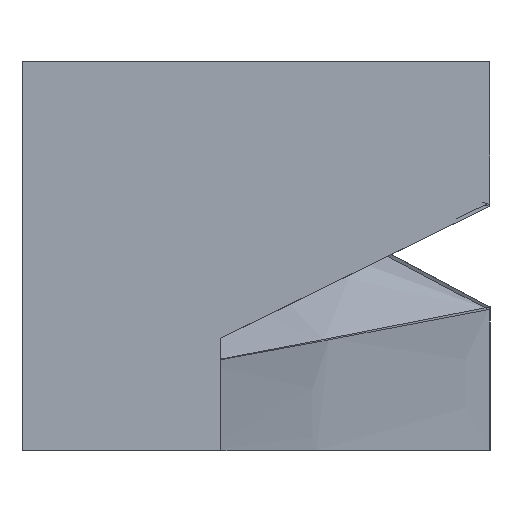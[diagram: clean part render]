
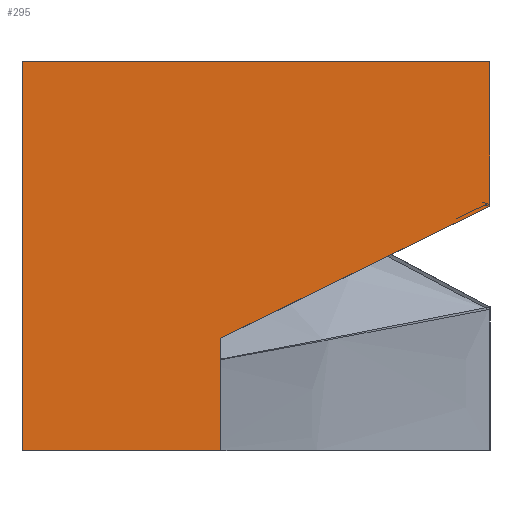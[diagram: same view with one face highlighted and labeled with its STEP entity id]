
A CAD part, front view. The second image highlights one B-rep face of the part: STEP entity #295.
In plain terms, the highlighted planar face has unit normal (0, -1, 0).
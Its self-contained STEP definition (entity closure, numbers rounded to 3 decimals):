
#24=FACE_BOUND('',#46,.T.);
#27=FACE_OUTER_BOUND('',#45,.T.);
#45=EDGE_LOOP('',(#210,#211,#212,#213,#214,#215));
#46=EDGE_LOOP('',(#216,#217,#218));
#64=B_SPLINE_CURVE_WITH_KNOTS('',3,(#491,#492,#493,#494,#495,#496,#497,
#498,#499,#500,#501,#502,#503,#504,#505,#506,#507,#508,#509,#510),
 .UNSPECIFIED.,.F.,.F.,(4,2,2,2,2,2,2,2,2,4),(0.,2.422,4.055,
4.963,5.302,5.888,6.368,6.926,
7.066,7.612),.UNSPECIFIED.);
#65=B_SPLINE_CURVE_WITH_KNOTS('',3,(#513,#514,#515,#516),.UNSPECIFIED.,
 .F.,.F.,(4,4),(0.001,0.073),.UNSPECIFIED.);
#66=B_SPLINE_CURVE_WITH_KNOTS('',3,(#518,#519,#520,#521),.UNSPECIFIED.,
 .F.,.F.,(4,4),(0.,0.056),.UNSPECIFIED.);
#67=B_SPLINE_CURVE_WITH_KNOTS('',3,(#522,#523,#524,#525),.UNSPECIFIED.,
 .F.,.F.,(4,4),(0.,0.1),.UNSPECIFIED.);
#88=LINE('',#480,#112);
#90=LINE('',#485,#114);
#91=LINE('',#487,#115);
#92=LINE('',#488,#116);
#93=LINE('',#490,#117);
#112=VECTOR('',#347,10.);
#114=VECTOR('',#351,10.);
#115=VECTOR('',#352,10.);
#116=VECTOR('',#353,10.);
#117=VECTOR('',#354,10.);
#137=VERTEX_POINT('',#477);
#138=VERTEX_POINT('',#479);
#139=VERTEX_POINT('',#483);
#140=VERTEX_POINT('',#484);
#141=VERTEX_POINT('',#486);
#142=VERTEX_POINT('',#489);
#143=VERTEX_POINT('',#511);
#144=VERTEX_POINT('',#512);
#145=VERTEX_POINT('',#517);
#164=EDGE_CURVE('',#138,#137,#88,.T.);
#166=EDGE_CURVE('',#139,#140,#90,.T.);
#167=EDGE_CURVE('',#140,#141,#91,.T.);
#168=EDGE_CURVE('',#141,#138,#92,.T.);
#169=EDGE_CURVE('',#137,#142,#93,.T.);
#170=EDGE_CURVE('',#142,#139,#64,.T.);
#171=EDGE_CURVE('',#143,#144,#65,.T.);
#172=EDGE_CURVE('',#144,#145,#66,.T.);
#173=EDGE_CURVE('',#145,#143,#67,.T.);
#210=ORIENTED_EDGE('',*,*,#166,.T.);
#211=ORIENTED_EDGE('',*,*,#167,.T.);
#212=ORIENTED_EDGE('',*,*,#168,.T.);
#213=ORIENTED_EDGE('',*,*,#164,.T.);
#214=ORIENTED_EDGE('',*,*,#169,.T.);
#215=ORIENTED_EDGE('',*,*,#170,.T.);
#216=ORIENTED_EDGE('',*,*,#171,.T.);
#217=ORIENTED_EDGE('',*,*,#172,.T.);
#218=ORIENTED_EDGE('',*,*,#173,.T.);
#286=PLANE('',#327);
#295=ADVANCED_FACE('',(#27,#24),#286,.F.);
#327=AXIS2_PLACEMENT_3D('',#482,#349,#350);
#347=DIRECTION('',(1.,0.,0.));
#349=DIRECTION('center_axis',(0.,1.,0.));
#350=DIRECTION('ref_axis',(0.,0.,1.));
#351=DIRECTION('',(0.,0.,1.));
#352=DIRECTION('',(-1.,0.,0.));
#353=DIRECTION('',(0.,0.,-1.));
#354=DIRECTION('',(0.,0.,1.));
#477=CARTESIAN_POINT('',(-278.513,-356.845,-147.333));
#479=CARTESIAN_POINT('',(-411.265,-356.845,-147.333));
#480=CARTESIAN_POINT('',(-251.265,-356.845,-147.333));
#482=CARTESIAN_POINT('Origin',(-251.265,-356.845,-17.333));
#483=CARTESIAN_POINT('',(-98.759,-356.845,15.835));
#484=CARTESIAN_POINT('',(-98.759,-356.845,112.667));
#485=CARTESIAN_POINT('',(-98.759,-356.845,126.719));
#486=CARTESIAN_POINT('',(-411.265,-356.845,112.667));
#487=CARTESIAN_POINT('',(-251.265,-356.845,112.667));
#488=CARTESIAN_POINT('',(-411.265,-356.845,-17.333));
#489=CARTESIAN_POINT('',(-278.513,-356.845,-72.241));
#490=CARTESIAN_POINT('',(-278.513,-356.845,-44.787));
#491=CARTESIAN_POINT('Ctrl Pts',(-278.513,-356.845,-72.241));
#492=CARTESIAN_POINT('Ctrl Pts',(-271.279,-356.845,-68.654));
#493=CARTESIAN_POINT('Ctrl Pts',(-266.494,-356.845,-66.367));
#494=CARTESIAN_POINT('Ctrl Pts',(-248.713,-356.845,-57.683));
#495=CARTESIAN_POINT('Ctrl Pts',(-246.708,-356.845,-56.685));
#496=CARTESIAN_POINT('Ctrl Pts',(-225.374,-356.845,-46.249));
#497=CARTESIAN_POINT('Ctrl Pts',(-217.745,-356.845,-42.518));
#498=CARTESIAN_POINT('Ctrl Pts',(-207.279,-356.845,-37.391));
#499=CARTESIAN_POINT('Ctrl Pts',(-203.868,-356.845,-35.72));
#500=CARTESIAN_POINT('Ctrl Pts',(-189.687,-356.845,-28.773));
#501=CARTESIAN_POINT('Ctrl Pts',(-184.049,-356.845,-26.012));
#502=CARTESIAN_POINT('Ctrl Pts',(-169.017,-356.845,-18.642));
#503=CARTESIAN_POINT('Ctrl Pts',(-164.821,-356.845,-16.582));
#504=CARTESIAN_POINT('Ctrl Pts',(-146.898,-356.845,-7.795));
#505=CARTESIAN_POINT('Ctrl Pts',(-137.27,-356.845,-3.069));
#506=CARTESIAN_POINT('Ctrl Pts',(-125.226,-356.845,2.848));
#507=CARTESIAN_POINT('Ctrl Pts',(-122.891,-356.845,3.994));
#508=CARTESIAN_POINT('Ctrl Pts',(-110.855,-356.845,9.888));
#509=CARTESIAN_POINT('Ctrl Pts',(-105.887,-356.845,12.284));
#510=CARTESIAN_POINT('Ctrl Pts',(-98.759,-356.845,15.835));
#511=CARTESIAN_POINT('',(-100.757,-356.845,17.333));
#512=CARTESIAN_POINT('',(-100.152,-356.845,17.733));
#513=CARTESIAN_POINT('Ctrl Pts',(-100.757,-356.845,17.333));
#514=CARTESIAN_POINT('Ctrl Pts',(-100.555,-356.845,17.466));
#515=CARTESIAN_POINT('Ctrl Pts',(-100.354,-356.845,17.599));
#516=CARTESIAN_POINT('Ctrl Pts',(-100.152,-356.845,17.733));
#517=CARTESIAN_POINT('',(-99.756,-356.845,17.339));
#518=CARTESIAN_POINT('Ctrl Pts',(-100.152,-356.845,17.733));
#519=CARTESIAN_POINT('Ctrl Pts',(-100.02,-356.845,17.602));
#520=CARTESIAN_POINT('Ctrl Pts',(-99.888,-356.845,17.47));
#521=CARTESIAN_POINT('Ctrl Pts',(-99.756,-356.845,17.339));
#522=CARTESIAN_POINT('Ctrl Pts',(-99.756,-356.845,17.339));
#523=CARTESIAN_POINT('Ctrl Pts',(-100.09,-356.845,17.336));
#524=CARTESIAN_POINT('Ctrl Pts',(-100.423,-356.845,17.334));
#525=CARTESIAN_POINT('Ctrl Pts',(-100.757,-356.845,17.333));
